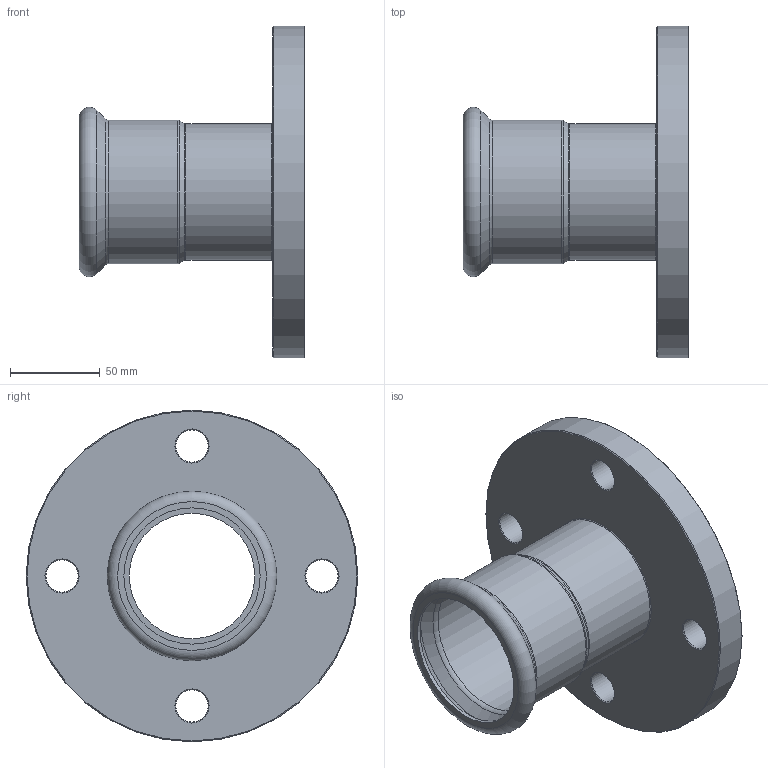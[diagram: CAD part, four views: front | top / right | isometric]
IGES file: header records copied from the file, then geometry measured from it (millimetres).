
Global section: file name: No Iges File Name specified; native system: Autodesk Inventor 2012; preprocessor: AutoDesk Inventor Iges Exporter R2012; author: aporro; date: 20130604.090730; units: millimetre
Bounding box: 126 x 185 x 185 mm (x, y, z)
Volume: 450675.5 mm3; surface area: 119349 mm2
Topology: 1 solids, 1 shells, 38 faces, 78 edges, 46 vertices
Faces by surface type: revolution 21, plane 6, cone 5, cylinder 3, torus 3
Full cylindrical faces by diameter (mm): 76 x1, 80.1 x1, 185 x1
